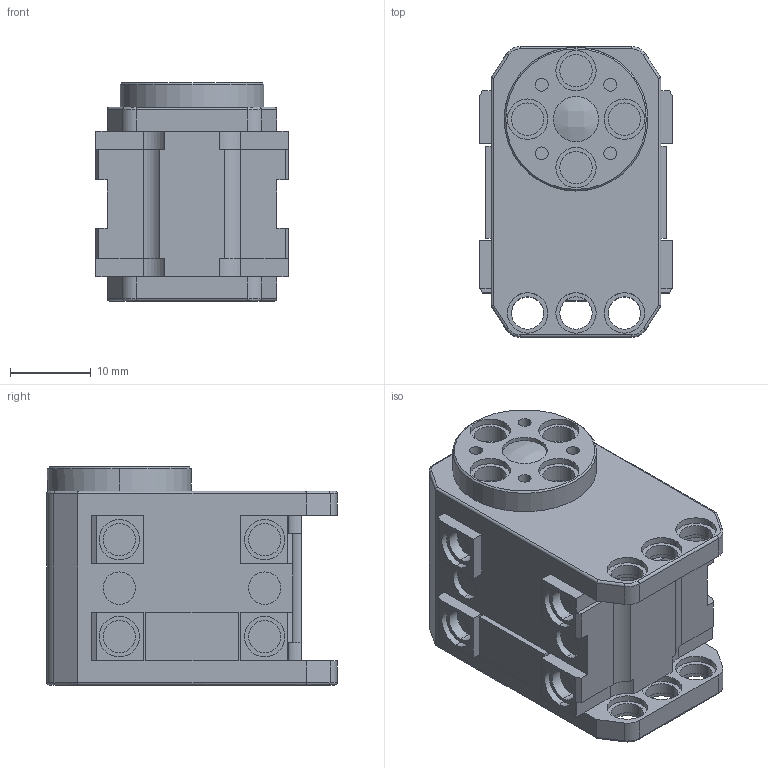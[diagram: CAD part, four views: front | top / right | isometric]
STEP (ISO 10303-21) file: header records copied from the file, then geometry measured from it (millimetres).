
FILE_DESCRIPTION (( 'STEP AP203' ), '1' );
FILE_NAME ('XL-320_Dummy_Défaut_sldprt.STEP', '2020-09-23T18:11:56', ( '' ), ( '' ), 'SwSTEP 2.0', 'SolidWorks 2019', '' );
FILE_SCHEMA (( 'CONFIG_CONTROL_DESIGN' ));
Length unit declared in the file: millimetre
Products named in the file (1): XL-320_Dummy_Défaut_sldprt
Bounding box: 24 x 36 x 27 mm (x, y, z)
Volume: 16254.9 mm3; surface area: 5343.1 mm2
Topology: 1 solids, 1 shells, 288 faces, 659 edges, 428 vertices
Faces by surface type: cylinder 144, plane 133, bspline 9, cone 2
Entity records: 8409 total; most frequent: CARTESIAN_POINT 1596, DIRECTION 1481, ORIENTED_EDGE 1318, EDGE_CURVE 659, AXIS2_PLACEMENT_3D 559, VERTEX_POINT 428, LINE 363, VECTOR 363
